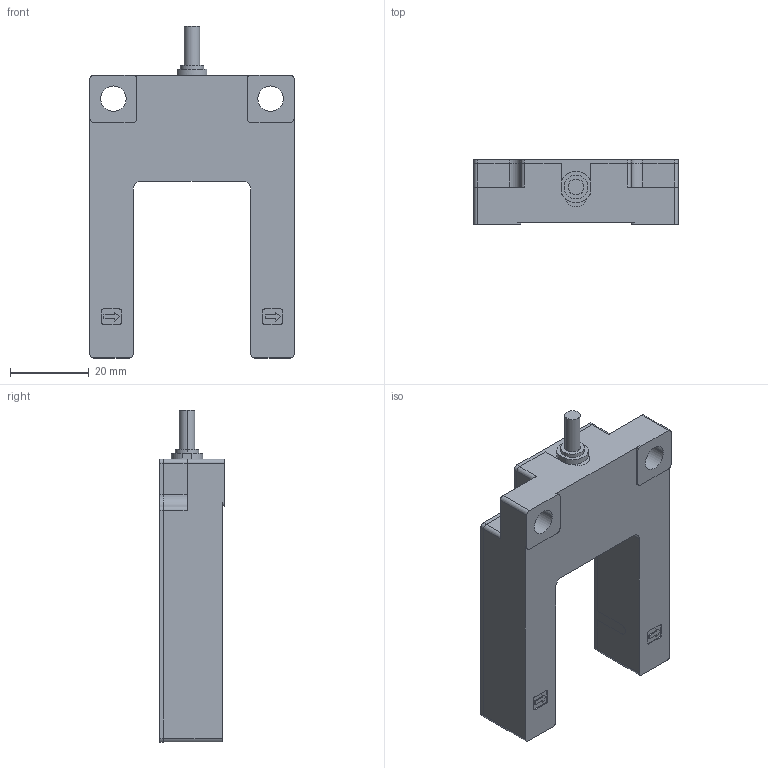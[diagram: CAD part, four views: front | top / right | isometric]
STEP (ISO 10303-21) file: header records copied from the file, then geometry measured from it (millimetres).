
FILE_DESCRIPTION((''),'2;1');
FILE_NAME('ASM0001_ASM','2017-12-27T',('Gavin'),(''),'PRO/ENGINEER BY PARAMETRIC TECHNOLOGY CORPORATION, 2009440','PRO/ENGINEER BY PARAMETRIC TECHNOLOGY CORPORATION, 2009440','');
FILE_SCHEMA(('CONFIG_CONTROL_DESIGN'));
Length unit declared in the file: millimetre
Products named in the file (3): PU30-TDNB; CENG_; ASM0001_ASM
Assembly tree (2 placements, depth 2):
  ASM0001_ASM
    PU30-TDNB
    CENG_
Bounding box: 52 x 16.5 x 84.5 mm (x, y, z)
Volume: 35761.2 mm3; surface area: 15347.8 mm2
Topology: 3 solids, 3 shells, 267 faces, 710 edges, 472 vertices
Faces by surface type: plane 165, cylinder 98, torus 4
Entity records: 8424 total; most frequent: DIRECTION 1460, CARTESIAN_POINT 1454, ORIENTED_EDGE 1420, EDGE_CURVE 710, VECTOR 504, LINE 504, AXIS2_PLACEMENT_3D 478, VERTEX_POINT 472
